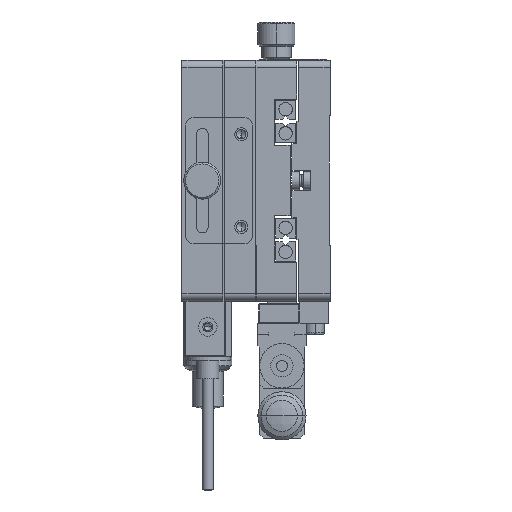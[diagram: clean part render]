
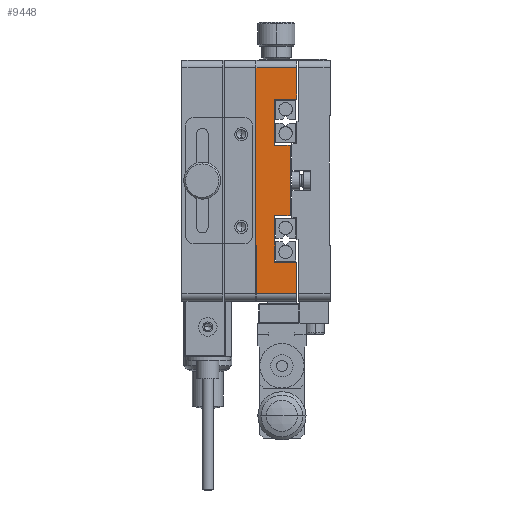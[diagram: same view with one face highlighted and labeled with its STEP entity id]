
A CAD part, left-side view. The second image highlights one B-rep face of the part: STEP entity #9448.
In plain terms, the highlighted planar face has unit normal (-1, 0, 0).
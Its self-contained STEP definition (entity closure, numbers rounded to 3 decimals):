
#268 = DIRECTION ( 'NONE',  ( 0., 0., 1. ) ) ;
#815 = VECTOR ( 'NONE', #29583, 1000. ) ;
#1181 = VECTOR ( 'NONE', #26438, 1000. ) ;
#1291 = DIRECTION ( 'NONE',  ( 0., 0., -1. ) ) ;
#1464 = EDGE_CURVE ( 'NONE', #24289, #13505, #28796, .T. ) ;
#1937 = LINE ( 'NONE', #16585, #7566 ) ;
#2189 = ORIENTED_EDGE ( 'NONE', *, *, #23532, .T. ) ;
#2493 = CARTESIAN_POINT ( 'NONE',  ( -32.5, -1., -22. ) ) ;
#2977 = EDGE_CURVE ( 'NONE', #28921, #10304, #17850, .T. ) ;
#3013 = CARTESIAN_POINT ( 'NONE',  ( -32.5, 10., -30.5 ) ) ;
#3729 = DIRECTION ( 'NONE',  ( 0., -1., 0. ) ) ;
#3760 = EDGE_CURVE ( 'NONE', #10304, #11036, #4059, .T. ) ;
#3873 = ORIENTED_EDGE ( 'NONE', *, *, #1464, .T. ) ;
#3955 = CARTESIAN_POINT ( 'NONE',  ( -32.5, 5., -22. ) ) ;
#4059 = LINE ( 'NONE', #23386, #30743 ) ;
#4194 = EDGE_CURVE ( 'NONE', #30317, #27480, #28743, .T. ) ;
#5270 = ORIENTED_EDGE ( 'NONE', *, *, #4194, .T. ) ;
#5325 = VERTEX_POINT ( 'NONE', #12700 ) ;
#7428 = ORIENTED_EDGE ( 'NONE', *, *, #29062, .T. ) ;
#7526 = VECTOR ( 'NONE', #20924, 1000. ) ;
#7566 = VECTOR ( 'NONE', #3729, 1000. ) ;
#7700 = ORIENTED_EDGE ( 'NONE', *, *, #29812, .T. ) ;
#7996 = CARTESIAN_POINT ( 'NONE',  ( -32.5, 5., 22. ) ) ;
#8038 = LINE ( 'NONE', #31906, #32719 ) ;
#8563 = CARTESIAN_POINT ( 'NONE',  ( -32.5, 0.8, 9.5 ) ) ;
#8609 = DIRECTION ( 'NONE',  ( 0., 0., 1. ) ) ;
#9448 = ADVANCED_FACE ( 'NONE', ( #12202 ), #26344, .F. ) ;
#10056 = VECTOR ( 'NONE', #11675, 1000. ) ;
#10304 = VERTEX_POINT ( 'NONE', #10406 ) ;
#10406 = CARTESIAN_POINT ( 'NONE',  ( -32.5, 5., 9.5 ) ) ;
#11036 = VERTEX_POINT ( 'NONE', #7996 ) ;
#11569 = CARTESIAN_POINT ( 'NONE',  ( -32.5, 10., -32.5 ) ) ;
#11675 = DIRECTION ( 'NONE',  ( 0., 0., 1. ) ) ;
#11883 = ORIENTED_EDGE ( 'NONE', *, *, #3760, .T. ) ;
#12202 = FACE_OUTER_BOUND ( 'NONE', #17672, .T. ) ;
#12447 = CARTESIAN_POINT ( 'NONE',  ( -32.5, 10., -30.5 ) ) ;
#12700 = CARTESIAN_POINT ( 'NONE',  ( -32.5, 0.8, -9.5 ) ) ;
#12889 = CARTESIAN_POINT ( 'NONE',  ( -32.5, -1., -30.5 ) ) ;
#13505 = VERTEX_POINT ( 'NONE', #12889 ) ;
#13519 = CARTESIAN_POINT ( 'NONE',  ( -32.5, -1., -22. ) ) ;
#13651 = VERTEX_POINT ( 'NONE', #14250 ) ;
#13653 = DIRECTION ( 'NONE',  ( 0., -1., 0. ) ) ;
#13767 = VECTOR ( 'NONE', #32539, 1000. ) ;
#14061 = LINE ( 'NONE', #2493, #7526 ) ;
#14083 = CARTESIAN_POINT ( 'NONE',  ( -32.5, 10., 30.5 ) ) ;
#14250 = CARTESIAN_POINT ( 'NONE',  ( -32.5, 5., -22. ) ) ;
#14667 = ORIENTED_EDGE ( 'NONE', *, *, #14851, .T. ) ;
#14851 = EDGE_CURVE ( 'NONE', #23364, #5325, #1937, .T. ) ;
#16211 = VECTOR ( 'NONE', #13653, 1000. ) ;
#16329 = CARTESIAN_POINT ( 'NONE',  ( -32.5, -1., 22. ) ) ;
#16521 = ORIENTED_EDGE ( 'NONE', *, *, #2977, .T. ) ;
#16585 = CARTESIAN_POINT ( 'NONE',  ( -32.5, 5., -9.5 ) ) ;
#16662 = LINE ( 'NONE', #29129, #1181 ) ;
#16874 = DIRECTION ( 'NONE',  ( 1., 0., 0. ) ) ;
#17028 = CARTESIAN_POINT ( 'NONE',  ( -32.5, 5., 9.5 ) ) ;
#17286 = ORIENTED_EDGE ( 'NONE', *, *, #26482, .T. ) ;
#17672 = EDGE_LOOP ( 'NONE', ( #3873, #32610, #2189, #7428, #14667, #17286, #16521, #11883, #24729, #5270, #7700, #26703 ) ) ;
#17850 = LINE ( 'NONE', #17028, #13767 ) ;
#18585 = LINE ( 'NONE', #3955, #29457 ) ;
#19107 = LINE ( 'NONE', #20950, #19503 ) ;
#19187 = VECTOR ( 'NONE', #21123, 1000. ) ;
#19503 = VECTOR ( 'NONE', #31541, 1000. ) ;
#20736 = EDGE_CURVE ( 'NONE', #11036, #30317, #25870, .T. ) ;
#20924 = DIRECTION ( 'NONE',  ( 0., 1., 0. ) ) ;
#20950 = CARTESIAN_POINT ( 'NONE',  ( -32.5, -1., -32.5 ) ) ;
#21123 = DIRECTION ( 'NONE',  ( 0., 0., 1. ) ) ;
#21170 = CARTESIAN_POINT ( 'NONE',  ( -32.5, -1., 30.5 ) ) ;
#21931 = CARTESIAN_POINT ( 'NONE',  ( -32.5, 0.8, -9.5 ) ) ;
#22313 = VERTEX_POINT ( 'NONE', #14083 ) ;
#23364 = VERTEX_POINT ( 'NONE', #30628 ) ;
#23386 = CARTESIAN_POINT ( 'NONE',  ( -32.5, 5., 22. ) ) ;
#23532 = EDGE_CURVE ( 'NONE', #30878, #13651, #14061, .T. ) ;
#24289 = VERTEX_POINT ( 'NONE', #3013 ) ;
#24729 = ORIENTED_EDGE ( 'NONE', *, *, #20736, .T. ) ;
#25870 = LINE ( 'NONE', #16329, #16211 ) ;
#26058 = LINE ( 'NONE', #21931, #19187 ) ;
#26344 = PLANE ( 'NONE',  #29824 ) ;
#26400 = CARTESIAN_POINT ( 'NONE',  ( -32.5, -1., 22. ) ) ;
#26438 = DIRECTION ( 'NONE',  ( 0., 1., 0. ) ) ;
#26482 = EDGE_CURVE ( 'NONE', #5325, #28921, #26058, .T. ) ;
#26703 = ORIENTED_EDGE ( 'NONE', *, *, #29947, .F. ) ;
#27414 = EDGE_CURVE ( 'NONE', #13505, #30878, #19107, .T. ) ;
#27480 = VERTEX_POINT ( 'NONE', #21170 ) ;
#28743 = LINE ( 'NONE', #32823, #10056 ) ;
#28796 = LINE ( 'NONE', #12447, #815 ) ;
#28921 = VERTEX_POINT ( 'NONE', #8563 ) ;
#29062 = EDGE_CURVE ( 'NONE', #13651, #23364, #18585, .T. ) ;
#29129 = CARTESIAN_POINT ( 'NONE',  ( -32.5, 10., 30.5 ) ) ;
#29457 = VECTOR ( 'NONE', #32994, 1000. ) ;
#29583 = DIRECTION ( 'NONE',  ( 0., -1., 0. ) ) ;
#29812 = EDGE_CURVE ( 'NONE', #27480, #22313, #16662, .T. ) ;
#29824 = AXIS2_PLACEMENT_3D ( 'NONE', #11569, #16874, #1291 ) ;
#29947 = EDGE_CURVE ( 'NONE', #24289, #22313, #8038, .T. ) ;
#30317 = VERTEX_POINT ( 'NONE', #26400 ) ;
#30628 = CARTESIAN_POINT ( 'NONE',  ( -32.5, 5., -9.5 ) ) ;
#30743 = VECTOR ( 'NONE', #268, 1000. ) ;
#30878 = VERTEX_POINT ( 'NONE', #13519 ) ;
#31541 = DIRECTION ( 'NONE',  ( 0., 0., 1. ) ) ;
#31906 = CARTESIAN_POINT ( 'NONE',  ( -32.5, 10., -32.5 ) ) ;
#32539 = DIRECTION ( 'NONE',  ( 0., 1., 0. ) ) ;
#32610 = ORIENTED_EDGE ( 'NONE', *, *, #27414, .T. ) ;
#32719 = VECTOR ( 'NONE', #8609, 1000. ) ;
#32823 = CARTESIAN_POINT ( 'NONE',  ( -32.5, -1., 32.5 ) ) ;
#32994 = DIRECTION ( 'NONE',  ( 0., 0., 1. ) ) ;
